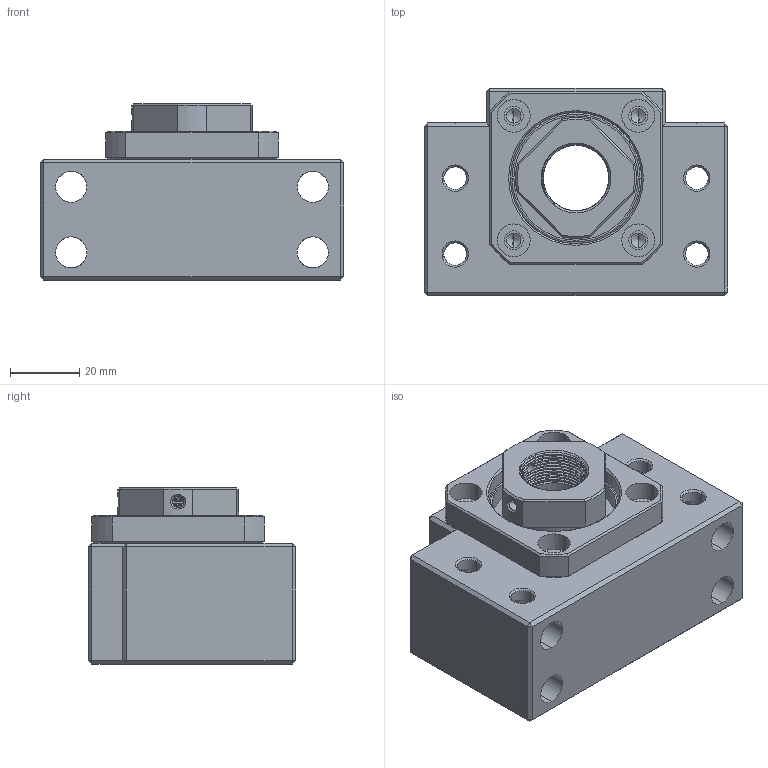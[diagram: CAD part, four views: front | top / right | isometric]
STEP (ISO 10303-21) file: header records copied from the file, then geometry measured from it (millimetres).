
FILE_DESCRIPTION (( 'STEP AP214' ), '1' );
FILE_NAME ('BK20.STEP', '2025-11-07T08:43:51', ( '' ), ( '' ), 'SwSTEP 2.0', 'SolidWorks 2024', '' );
FILE_SCHEMA (( 'AUTOMOTIVE_DESIGN' ));
Length unit declared in the file: millimetre
Products named in the file (1): BK20
Bounding box: 88 x 60 x 51 mm (x, y, z)
Volume: 143719.7 mm3; surface area: 62900.1 mm2
Topology: 37 solids, 37 shells, 751 faces, 1975 edges, 1205 vertices
Faces by surface type: plane 267, bspline 253, cylinder 158, cone 73
Entity records: 44120 total; most frequent: CARTESIAN_POINT 27326, ORIENTED_EDGE 3726, DIRECTION 2855, EDGE_CURVE 1863, VERTEX_POINT 1205, AXIS2_PLACEMENT_3D 991, LINE 873, VECTOR 873
